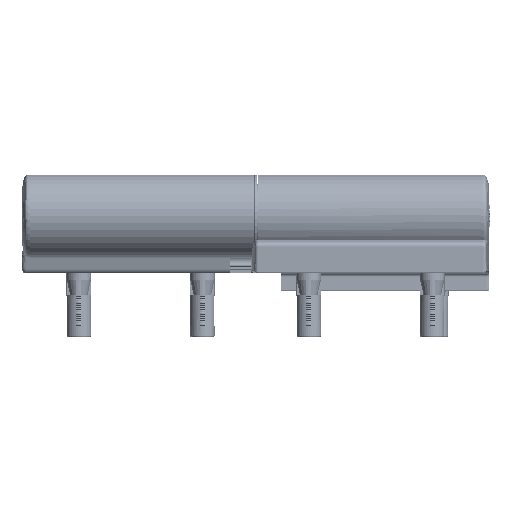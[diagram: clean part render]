
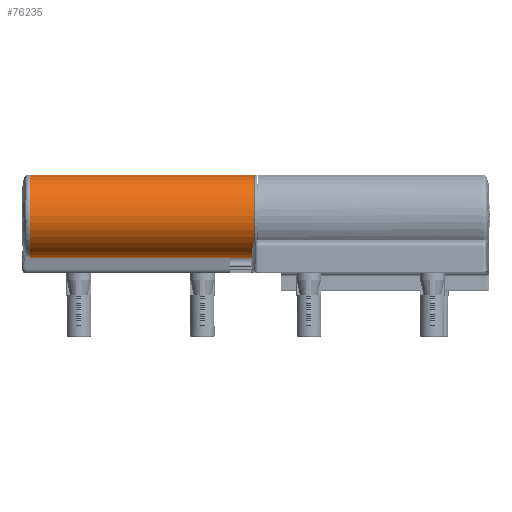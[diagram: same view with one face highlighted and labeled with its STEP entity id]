
A CAD part, left-side view. The second image highlights one B-rep face of the part: STEP entity #76235.
In plain terms, the highlighted cylindrical face has radius 23.5 mm (diameter 47 mm), a partial arc.
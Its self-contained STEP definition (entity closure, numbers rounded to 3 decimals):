
#7443 = LINE ( 'NONE', #113109, #72629 ) ;
#12118 = CARTESIAN_POINT ( 'NONE',  ( 0., 0., 23.5 ) ) ;
#16389 = ORIENTED_EDGE ( 'NONE', *, *, #107487, .F. ) ;
#16554 = CARTESIAN_POINT ( 'NONE',  ( 0., -64.968, -23.5 ) ) ;
#22367 = VECTOR ( 'NONE', #63813, 1000. ) ;
#24122 = EDGE_LOOP ( 'NONE', ( #16389, #27751, #81725, #112330 ) ) ;
#25520 = EDGE_CURVE ( 'NONE', #104362, #84529, #7443, .T. ) ;
#26414 = CARTESIAN_POINT ( 'NONE',  ( 0., 0., -23.5 ) ) ;
#27751 = ORIENTED_EDGE ( 'NONE', *, *, #74111, .F. ) ;
#28435 = CARTESIAN_POINT ( 'NONE',  ( 0., 0., 0. ) ) ;
#32625 = VERTEX_POINT ( 'NONE', #26414 ) ;
#34692 = AXIS2_PLACEMENT_3D ( 'NONE', #78753, #97672, #52468 ) ;
#47494 = CARTESIAN_POINT ( 'NONE',  ( 0., 126.5, -23.5 ) ) ;
#47884 = DIRECTION ( 'NONE',  ( 0., 0., -1. ) ) ;
#51990 = CARTESIAN_POINT ( 'NONE',  ( 0., 126.5, 23.5 ) ) ;
#52069 = AXIS2_PLACEMENT_3D ( 'NONE', #111436, #58408, #103674 ) ;
#52468 = DIRECTION ( 'NONE',  ( 0., 0., -1. ) ) ;
#58408 = DIRECTION ( 'NONE',  ( 0., 1., 0. ) ) ;
#63813 = DIRECTION ( 'NONE',  ( 0., 1., 0. ) ) ;
#65484 = CIRCLE ( 'NONE', #34692, 23.5 ) ;
#72629 = VECTOR ( 'NONE', #104182, 1000. ) ;
#74111 = EDGE_CURVE ( 'NONE', #104362, #32625, #103629, .T. ) ;
#76235 = ADVANCED_FACE ( 'NONE', ( #94109 ), #83003, .T. ) ;
#77807 = AXIS2_PLACEMENT_3D ( 'NONE', #28435, #109399, #47884 ) ;
#78360 = VERTEX_POINT ( 'NONE', #47494 ) ;
#78753 = CARTESIAN_POINT ( 'NONE',  ( 0., 126.5, 0. ) ) ;
#81725 = ORIENTED_EDGE ( 'NONE', *, *, #25520, .T. ) ;
#83003 = CYLINDRICAL_SURFACE ( 'NONE', #52069, 23.5 ) ;
#84529 = VERTEX_POINT ( 'NONE', #51990 ) ;
#94109 = FACE_OUTER_BOUND ( 'NONE', #24122, .T. ) ;
#97672 = DIRECTION ( 'NONE',  ( 0., 1., 0. ) ) ;
#103629 = CIRCLE ( 'NONE', #77807, 23.5 ) ;
#103674 = DIRECTION ( 'NONE',  ( 0., 0., 1. ) ) ;
#104182 = DIRECTION ( 'NONE',  ( 0., 1., 0. ) ) ;
#104362 = VERTEX_POINT ( 'NONE', #12118 ) ;
#105470 = LINE ( 'NONE', #16554, #22367 ) ;
#107487 = EDGE_CURVE ( 'NONE', #32625, #78360, #105470, .T. ) ;
#109399 = DIRECTION ( 'NONE',  ( 0., -1., 0. ) ) ;
#111436 = CARTESIAN_POINT ( 'NONE',  ( 0., -64.968, 0. ) ) ;
#112330 = ORIENTED_EDGE ( 'NONE', *, *, #113420, .F. ) ;
#113109 = CARTESIAN_POINT ( 'NONE',  ( 0., -64.968, 23.5 ) ) ;
#113420 = EDGE_CURVE ( 'NONE', #78360, #84529, #65484, .T. ) ;
